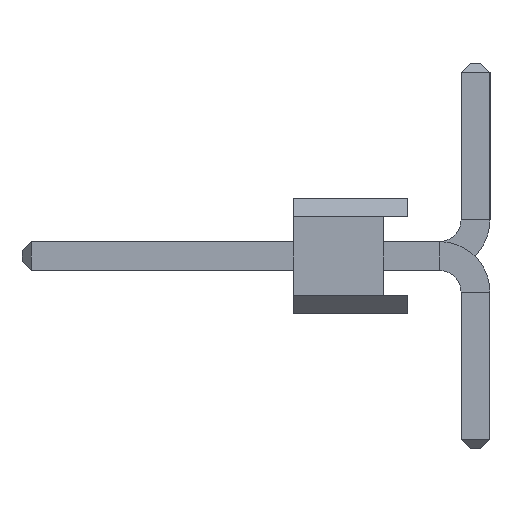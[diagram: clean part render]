
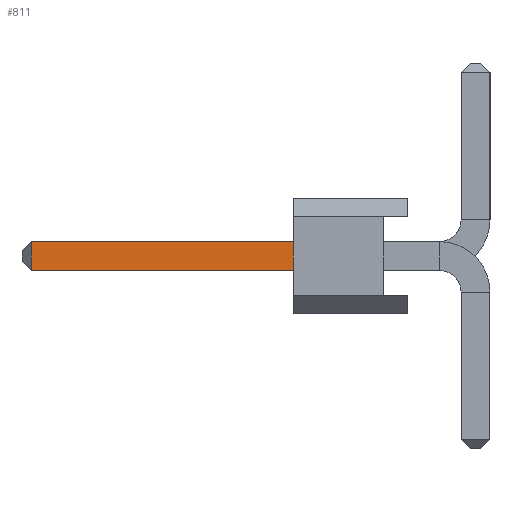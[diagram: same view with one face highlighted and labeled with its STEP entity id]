
A CAD part, left-side view. The second image highlights one B-rep face of the part: STEP entity #811.
In plain terms, the highlighted planar face has unit normal (-1, 0, 0).
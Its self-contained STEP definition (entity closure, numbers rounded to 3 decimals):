
#14 = PLANE ( 'NONE',  #1290 ) ;
#112 = CARTESIAN_POINT ( 'NONE',  ( -0.32, -0.7, 0.32 ) ) ;
#184 = DIRECTION ( 'NONE',  ( 0., 1., 0. ) ) ;
#191 = ORIENTED_EDGE ( 'NONE', *, *, #1379, .T. ) ;
#269 = CARTESIAN_POINT ( 'NONE',  ( -0.32, 2.54, 0.32 ) ) ;
#287 = CARTESIAN_POINT ( 'NONE',  ( -0.32, 8.34, -0.32 ) ) ;
#368 = LINE ( 'NONE', #112, #1279 ) ;
#419 = VECTOR ( 'NONE', #184, 1000. ) ;
#452 = CARTESIAN_POINT ( 'NONE',  ( -0.32, -0.7, -0.32 ) ) ;
#515 = VERTEX_POINT ( 'NONE', #287 ) ;
#531 = LINE ( 'NONE', #975, #837 ) ;
#536 = ORIENTED_EDGE ( 'NONE', *, *, #1565, .T. ) ;
#576 = CARTESIAN_POINT ( 'NONE',  ( -0.32, 2.54, -0.32 ) ) ;
#678 = VERTEX_POINT ( 'NONE', #269 ) ;
#683 = LINE ( 'NONE', #1011, #419 ) ;
#749 = DIRECTION ( 'NONE',  ( 0., 0., 1. ) ) ;
#811 = ADVANCED_FACE ( 'NONE', ( #1321 ), #14, .T. ) ;
#837 = VECTOR ( 'NONE', #1127, 1000. ) ;
#849 = EDGE_CURVE ( 'NONE', #1293, #515, #683, .T. ) ;
#861 = CARTESIAN_POINT ( 'NONE',  ( -0.32, 8.34, -0.32 ) ) ;
#975 = CARTESIAN_POINT ( 'NONE',  ( -0.32, 2.54, 0. ) ) ;
#1011 = CARTESIAN_POINT ( 'NONE',  ( -0.32, -0.7, -0.32 ) ) ;
#1127 = DIRECTION ( 'NONE',  ( 0., 0., -1. ) ) ;
#1132 = ORIENTED_EDGE ( 'NONE', *, *, #849, .F. ) ;
#1255 = VECTOR ( 'NONE', #1703, 1000. ) ;
#1279 = VECTOR ( 'NONE', #1711, 1000. ) ;
#1290 = AXIS2_PLACEMENT_3D ( 'NONE', #452, #1439, #749 ) ;
#1293 = VERTEX_POINT ( 'NONE', #576 ) ;
#1321 = FACE_OUTER_BOUND ( 'NONE', #1344, .T. ) ;
#1344 = EDGE_LOOP ( 'NONE', ( #536, #191, #1132, #1538 ) ) ;
#1348 = EDGE_CURVE ( 'NONE', #678, #1293, #531, .T. ) ;
#1379 = EDGE_CURVE ( 'NONE', #1750, #515, #1433, .T. ) ;
#1433 = LINE ( 'NONE', #861, #1255 ) ;
#1439 = DIRECTION ( 'NONE',  ( -1., 0., 0. ) ) ;
#1538 = ORIENTED_EDGE ( 'NONE', *, *, #1348, .F. ) ;
#1565 = EDGE_CURVE ( 'NONE', #678, #1750, #368, .T. ) ;
#1596 = CARTESIAN_POINT ( 'NONE',  ( -0.32, 8.34, 0.32 ) ) ;
#1703 = DIRECTION ( 'NONE',  ( 0., 0., -1. ) ) ;
#1711 = DIRECTION ( 'NONE',  ( 0., 1., 0. ) ) ;
#1750 = VERTEX_POINT ( 'NONE', #1596 ) ;
